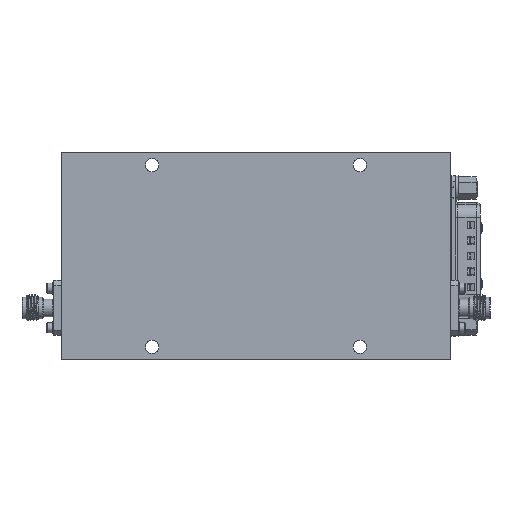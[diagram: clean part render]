
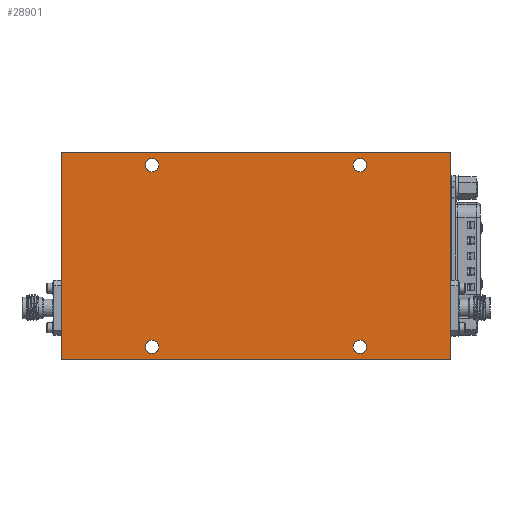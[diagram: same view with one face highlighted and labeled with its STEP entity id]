
A CAD part, front view. The second image highlights one B-rep face of the part: STEP entity #28901.
In plain terms, the highlighted planar face has unit normal (0, -1, 0).
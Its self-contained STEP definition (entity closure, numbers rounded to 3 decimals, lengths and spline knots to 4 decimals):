
#527 = ORIENTED_EDGE ( 'NONE', *, *, #114113, .F. ) ;
#5380 = DIRECTION ( 'NONE',  ( 0., 0., 1. ) ) ;
#9787 = ORIENTED_EDGE ( 'NONE', *, *, #69286, .F. ) ;
#11497 = VECTOR ( 'NONE', #73402, 39.3701 ) ;
#12523 = AXIS2_PLACEMENT_3D ( 'NONE', #113702, #74672, #57414 ) ;
#14676 = EDGE_CURVE ( 'NONE', #92248, #120453, #111928, .T. ) ;
#17870 = DIRECTION ( 'NONE',  ( 0., 0., -1. ) ) ;
#18435 = AXIS2_PLACEMENT_3D ( 'NONE', #110007, #53668, #27778 ) ;
#19484 = FACE_BOUND ( 'NONE', #97043, .T. ) ;
#20548 = LINE ( 'NONE', #111198, #101518 ) ;
#20879 = ORIENTED_EDGE ( 'NONE', *, *, #14676, .F. ) ;
#25830 = EDGE_CURVE ( 'NONE', #52430, #92248, #83171, .T. ) ;
#27778 = DIRECTION ( 'NONE',  ( 0., 0., -1. ) ) ;
#28901 = ADVANCED_FACE ( 'NONE', ( #88626, #43103, #35689, #19484, #44553 ), #58735, .F. ) ;
#29723 = CARTESIAN_POINT ( 'NONE',  ( -1.875, -0.53, 1. ) ) ;
#30908 = CARTESIAN_POINT ( 'NONE',  ( 1., -0.53, 0.8125 ) ) ;
#31711 = CARTESIAN_POINT ( 'NONE',  ( 1., -0.53, -0.9375 ) ) ;
#31988 = ORIENTED_EDGE ( 'NONE', *, *, #70772, .F. ) ;
#33019 = CARTESIAN_POINT ( 'NONE',  ( -1.875, -0.53, -1. ) ) ;
#33697 = VERTEX_POINT ( 'NONE', #92099 ) ;
#35450 = CIRCLE ( 'NONE', #89257, 0.0625 ) ;
#35689 = FACE_BOUND ( 'NONE', #42943, .T. ) ;
#36533 = AXIS2_PLACEMENT_3D ( 'NONE', #77190, #68122, #48449 ) ;
#36990 = VERTEX_POINT ( 'NONE', #31711 ) ;
#38360 = CARTESIAN_POINT ( 'NONE',  ( 1.3536, -0.53, 1. ) ) ;
#40303 = EDGE_CURVE ( 'NONE', #36990, #36990, #96549, .T. ) ;
#40772 = EDGE_CURVE ( 'NONE', #56055, #56055, #52327, .T. ) ;
#41470 = CARTESIAN_POINT ( 'NONE',  ( 1.875, -0.53, 1. ) ) ;
#42943 = EDGE_LOOP ( 'NONE', ( #9787 ) ) ;
#43103 = FACE_BOUND ( 'NONE', #119265, .T. ) ;
#44052 = ORIENTED_EDGE ( 'NONE', *, *, #115800, .F. ) ;
#44553 = FACE_OUTER_BOUND ( 'NONE', #57686, .T. ) ;
#48449 = DIRECTION ( 'NONE',  ( 0., 0., -1. ) ) ;
#52037 = ORIENTED_EDGE ( 'NONE', *, *, #40772, .F. ) ;
#52273 = VECTOR ( 'NONE', #5380, 39.3701 ) ;
#52327 = CIRCLE ( 'NONE', #18435, 0.0625 ) ;
#52430 = VERTEX_POINT ( 'NONE', #113586 ) ;
#53668 = DIRECTION ( 'NONE',  ( 0., -1., 0. ) ) ;
#56055 = VERTEX_POINT ( 'NONE', #59616 ) ;
#57414 = DIRECTION ( 'NONE',  ( 0., 0., -1. ) ) ;
#57686 = EDGE_LOOP ( 'NONE', ( #92830, #44052, #31988, #20879 ) ) ;
#58735 = PLANE ( 'NONE',  #90405 ) ;
#59616 = CARTESIAN_POINT ( 'NONE',  ( -1., -0.53, -0.9375 ) ) ;
#68122 = DIRECTION ( 'NONE',  ( 0., -1., 0. ) ) ;
#69286 = EDGE_CURVE ( 'NONE', #104583, #104583, #35450, .T. ) ;
#70772 = EDGE_CURVE ( 'NONE', #120453, #33697, #20548, .T. ) ;
#72209 = VECTOR ( 'NONE', #83549, 39.3701 ) ;
#73402 = DIRECTION ( 'NONE',  ( -1., 0., 0. ) ) ;
#74672 = DIRECTION ( 'NONE',  ( 0., -1., 0. ) ) ;
#76524 = CIRCLE ( 'NONE', #12523, 0.0625 ) ;
#77190 = CARTESIAN_POINT ( 'NONE',  ( 1., -0.53, -0.875 ) ) ;
#78456 = CARTESIAN_POINT ( 'NONE',  ( -1.3536, -0.53, 0.75 ) ) ;
#81369 = CARTESIAN_POINT ( 'NONE',  ( -1., -0.53, 0.8125 ) ) ;
#83171 = LINE ( 'NONE', #33019, #52273 ) ;
#83549 = DIRECTION ( 'NONE',  ( 1., 0., 0. ) ) ;
#87991 = CARTESIAN_POINT ( 'NONE',  ( 1., -0.53, 0.875 ) ) ;
#88626 = FACE_BOUND ( 'NONE', #91307, .T. ) ;
#89257 = AXIS2_PLACEMENT_3D ( 'NONE', #87991, #97421, #98242 ) ;
#90405 = AXIS2_PLACEMENT_3D ( 'NONE', #78456, #114215, #115803 ) ;
#91307 = EDGE_LOOP ( 'NONE', ( #52037 ) ) ;
#92099 = CARTESIAN_POINT ( 'NONE',  ( 1.875, -0.53, -1. ) ) ;
#92248 = VERTEX_POINT ( 'NONE', #29723 ) ;
#92830 = ORIENTED_EDGE ( 'NONE', *, *, #25830, .F. ) ;
#96549 = CIRCLE ( 'NONE', #36533, 0.0625 ) ;
#97043 = EDGE_LOOP ( 'NONE', ( #527 ) ) ;
#97421 = DIRECTION ( 'NONE',  ( 0., -1., 0. ) ) ;
#98242 = DIRECTION ( 'NONE',  ( 0., 0., -1. ) ) ;
#98632 = CARTESIAN_POINT ( 'NONE',  ( -1.875, -0.53, -1. ) ) ;
#101518 = VECTOR ( 'NONE', #17870, 39.3701 ) ;
#103186 = VERTEX_POINT ( 'NONE', #81369 ) ;
#104583 = VERTEX_POINT ( 'NONE', #30908 ) ;
#110007 = CARTESIAN_POINT ( 'NONE',  ( -1., -0.53, -0.875 ) ) ;
#111198 = CARTESIAN_POINT ( 'NONE',  ( 1.875, -0.53, -1. ) ) ;
#111928 = LINE ( 'NONE', #38360, #72209 ) ;
#113586 = CARTESIAN_POINT ( 'NONE',  ( -1.875, -0.53, -1. ) ) ;
#113702 = CARTESIAN_POINT ( 'NONE',  ( -1., -0.53, 0.875 ) ) ;
#114113 = EDGE_CURVE ( 'NONE', #103186, #103186, #76524, .T. ) ;
#114215 = DIRECTION ( 'NONE',  ( 0., 1., 0. ) ) ;
#115800 = EDGE_CURVE ( 'NONE', #33697, #52430, #115852, .T. ) ;
#115803 = DIRECTION ( 'NONE',  ( 0., 0., 1. ) ) ;
#115852 = LINE ( 'NONE', #98632, #11497 ) ;
#117425 = ORIENTED_EDGE ( 'NONE', *, *, #40303, .F. ) ;
#119265 = EDGE_LOOP ( 'NONE', ( #117425 ) ) ;
#120453 = VERTEX_POINT ( 'NONE', #41470 ) ;
